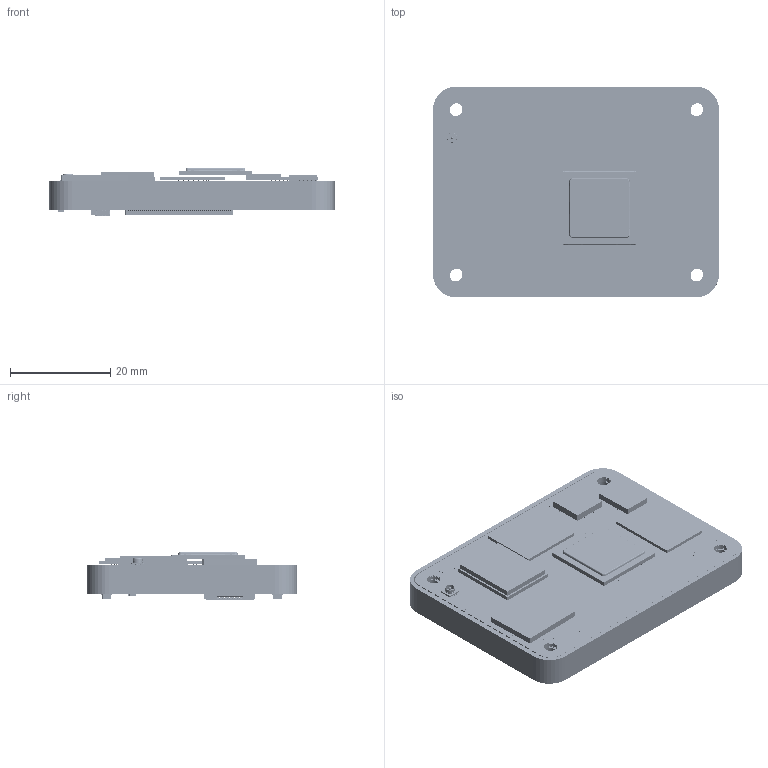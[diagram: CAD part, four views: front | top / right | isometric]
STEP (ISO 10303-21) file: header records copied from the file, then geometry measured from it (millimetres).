
FILE_DESCRIPTION(/* description */ (''),/* implementation_level */ '2;1');
FILE_NAME(/* name */ 'Zymbit SCM CAD Model defeatured no battery 2022.12.step',/* time_stamp */ '2022-12-16T10:00:09-08:00',/* author */ (''),/* organization */ (''),/* preprocessor_version */ 'ST-DEVELOPER v19.2',/* originating_system */ 'Autodesk Translation Framework v11.17.0.187',/* authorisation */ '');
FILE_SCHEMA (('AUTOMOTIVE_DESIGN { 1 0 10303 214 3 1 1 }'));
Products named in the file (1): Zymbit SCM Assembly- 0.0.10-Defeatured_no battery
Bounding box: 57 x 42 x 9.49 mm (x, y, z)
Volume: 8441.8 mm3; surface area: 36824.4 mm2
Topology: 33 solids, 33 shells, 5867 faces, 17366 edges, 11544 vertices
Faces by surface type: plane 3530, cylinder 2120, sphere 180, bspline 26, cone 11
Full cylindrical faces by diameter (mm): 0.3 x116, 0.304 x2, 0.35 x153, 0.37 x631, 0.5 x1, 1.2 x1, 1.7 x1, 1.855 x1, 2 x4, 2.7 x24, 2.75 x4, 2.9 x3, 5.8 x4
Entity records: 200300 total; most frequent: CARTESIAN_POINT 35705, ORIENTED_EDGE 34140, DIRECTION 33237, EDGE_CURVE 17070, LINE 12497, VECTOR 12497, VERTEX_POINT 11544, AXIS2_PLACEMENT_3D 10370
